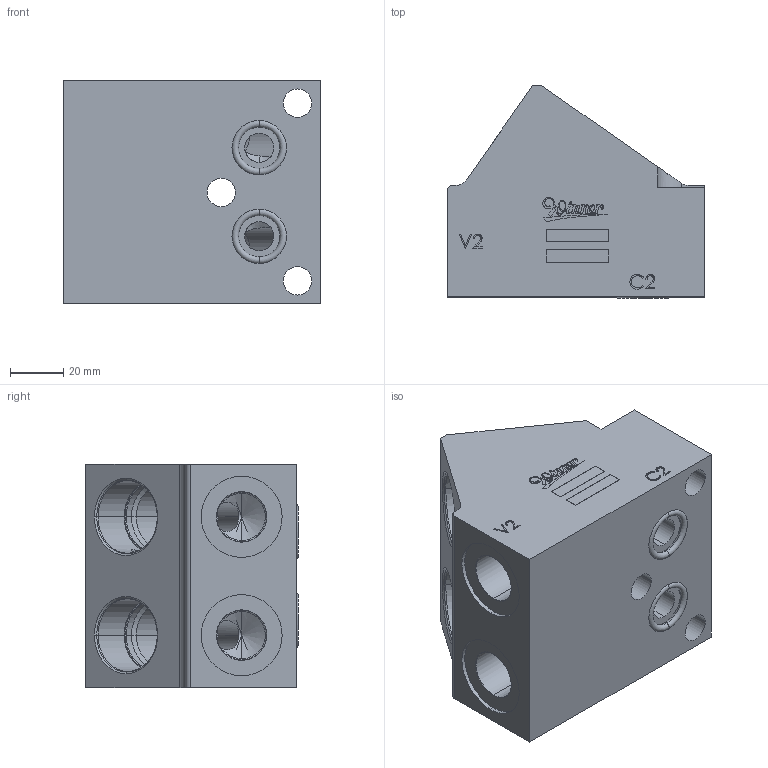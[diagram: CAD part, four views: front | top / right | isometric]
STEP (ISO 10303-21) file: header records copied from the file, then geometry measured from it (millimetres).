
FILE_DESCRIPTION (( 'STEP AP203' ), '1' );
FILE_NAME ('ML-120-CDW-2A3-2A3-G04-Z42.STEP', '2026-02-26T00:32:34', ( '' ), ( '' ), 'SwSTEP 2.0', 'SolidWorks 2018', '' );
FILE_SCHEMA (( 'CONFIG_CONTROL_DESIGN' ));
Length unit declared in the file: millimetre
Products named in the file (3): ML-120-CDW-2A3-2A3-G04-Z42; 4KAA114AA001; 6EF120CDWG04A002
Assembly tree (3 placements, depth 2):
  ML-120-CDW-2A3-2A3-G04-Z42
    4KAA114AA001  x2
    6EF120CDWG04A002
Bounding box: 96.8 x 80.02 x 84.1 mm (x, y, z)
Volume: 377181.3 mm3; surface area: 58547.4 mm2
Topology: 3 solids, 3 shells, 619 faces, 1715 edges, 1119 vertices
Faces by surface type: cylinder 353, plane 187, cone 37, bspline 30, torus 12
Entity records: 22673 total; most frequent: CARTESIAN_POINT 6208, DIRECTION 3494, ORIENTED_EDGE 3398, EDGE_CURVE 1699, AXIS2_PLACEMENT_3D 1309, VERTEX_POINT 1115, VECTOR 876, LINE 876
